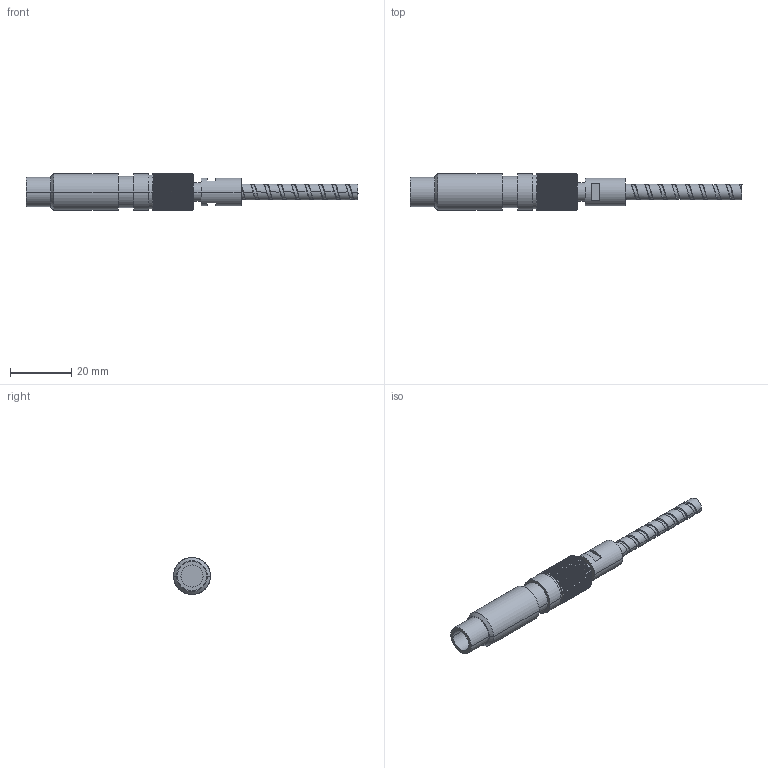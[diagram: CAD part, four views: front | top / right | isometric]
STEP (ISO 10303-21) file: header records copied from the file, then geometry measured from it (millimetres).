
FILE_DESCRIPTION(/* description */ ('VariCAD 2016-1.06 AP-214'),/* implementation_level */ '2;1');
FILE_NAME(/* name */ 'FTHX-R.stp',/* time_stamp */ '2016-08-06T12:24:38+09:00',/* author */ (''),/* organization */ (''),/* preprocessor_version */ 'ST-DEVELOPER v14',/* originating_system */ 'VariCAD 2016-1.06; kernel version (20130303)',/* authorisation */ '');
FILE_SCHEMA (('AUTOMOTIVE_DESIGN'));
Length unit declared in the file: millimetre
Products named in the file (2): FTHX-R
Assembly tree (1 placements, depth 2):
  FTHX-R
    (unnamed)
Bounding box: 108 x 12 x 12 mm (x, y, z)
Volume: 6475.6 mm3; surface area: 4552 mm2
Topology: 1 solids, 1 shells, 355 faces, 1018 edges, 678 vertices
Faces by surface type: plane 307, cylinder 41, cone 4, bspline 3
Entity records: 18924 total; most frequent: CARTESIAN_POINT 9806, ORIENTED_EDGE 2036, DIRECTION 1740, EDGE_CURVE 1018, VERTEX_POINT 678, AXIS2_PLACEMENT_3D 604, LINE 532, VECTOR 532
